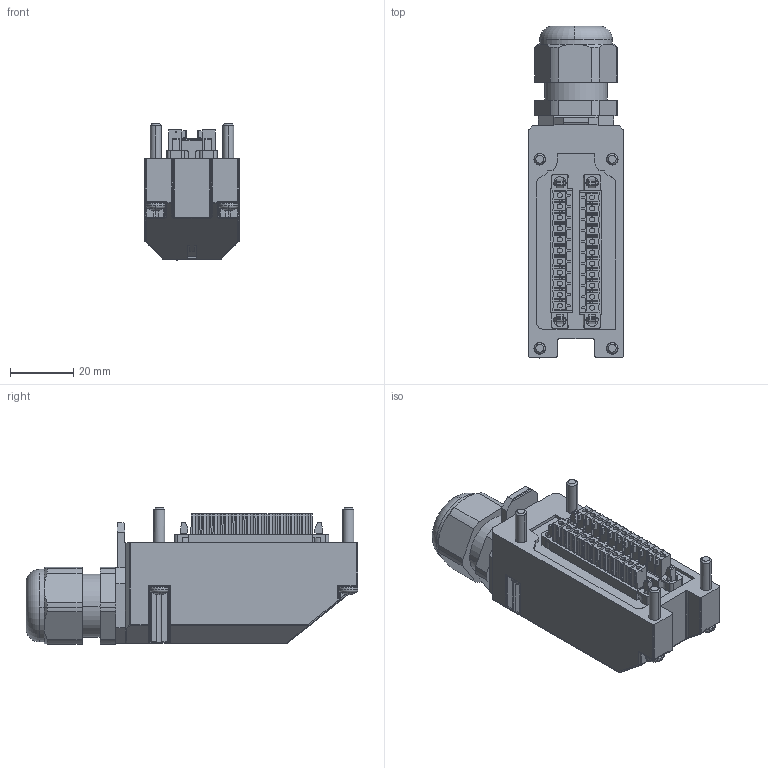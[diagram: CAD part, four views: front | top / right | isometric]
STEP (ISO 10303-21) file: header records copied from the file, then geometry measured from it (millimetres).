
FILE_DESCRIPTION(('CATIA V5 STEP Exchange','CAx-IF Rec.Pracs.--- Model Styling and Organization---1.5--- 2016-08-15','CAx-IF Rec.Pracs.---Supplemental Geometry---1.0---2011-11-01','CAx-IF Rec.Pracs.--- Composite Materials ---1.1---2010-07-15'),'2;1');
FILE_NAME ('1415826-2_0', '2025-10-23T06:02:30+00:00', ('none'), ('Weidmueller'), 'CATIA Version 5-6 Release 2024 SP4', 'CATIA V5 STEP AP214 v3', 'none');
FILE_SCHEMA(('AUTOMOTIVE_DESIGN { 1 0 10303 214 1 1 1 1 }'));
Length unit declared in the file: millimetre
Products named in the file (1): 2863240000
Bounding box: 30 x 105.35 x 43.19 mm (x, y, z)
Volume: 77508.1 mm3; surface area: 18811.2 mm2
Topology: 1 solids, 1 shells, 1274 faces, 3492 edges, 2260 vertices
Faces by surface type: plane 745, cylinder 402, sphere 60, torus 36, cone 16, bspline 15
Entity records: 42800 total; most frequent: CARTESIAN_POINT 10481, ORIENTED_EDGE 6928, DIRECTION 5452, EDGE_CURVE 3464, VECTOR 2273, LINE 2273, VERTEX_POINT 2262, AXIS2_PLACEMENT_3D 1947
